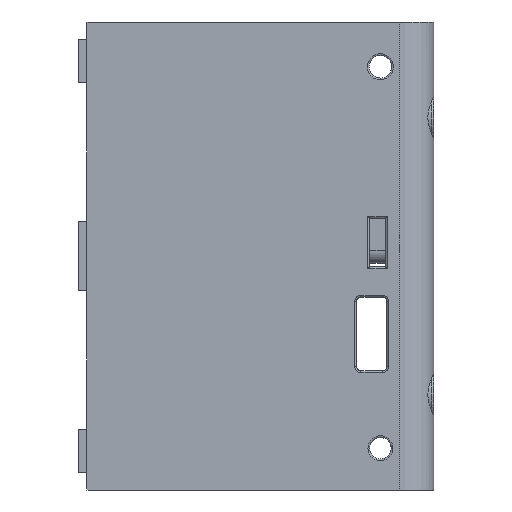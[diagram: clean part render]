
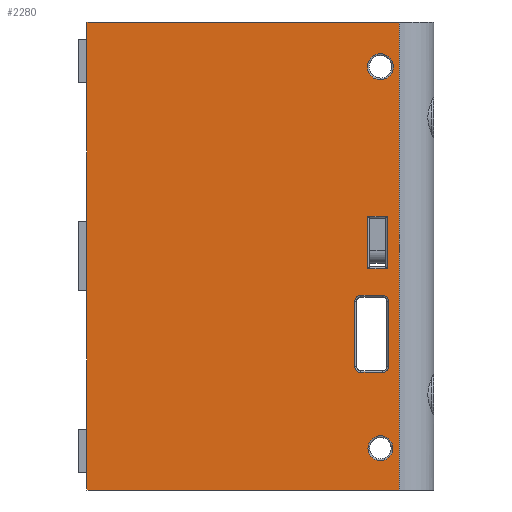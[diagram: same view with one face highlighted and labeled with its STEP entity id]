
A CAD part, front view. The second image highlights one B-rep face of the part: STEP entity #2280.
In plain terms, the highlighted planar face has unit normal (0, -1, 0).
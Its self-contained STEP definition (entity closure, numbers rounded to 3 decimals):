
#39=FACE_BOUND('',#439,.T.);
#40=FACE_BOUND('',#440,.T.);
#41=FACE_BOUND('',#441,.T.);
#42=FACE_BOUND('',#442,.T.);
#168=CIRCLE('',#2444,1.5);
#169=CIRCLE('',#2446,1.437);
#170=CIRCLE('',#2447,0.7);
#171=CIRCLE('',#2448,0.7);
#172=CIRCLE('',#2449,0.7);
#173=CIRCLE('',#2450,0.7);
#293=FACE_OUTER_BOUND('',#438,.T.);
#438=EDGE_LOOP('',(#1652,#1653,#1654,#1655));
#439=EDGE_LOOP('',(#1656,#1657,#1658,#1659));
#440=EDGE_LOOP('',(#1660));
#441=EDGE_LOOP('',(#1661,#1662,#1663,#1664,#1665,#1666,#1667,#1668));
#442=EDGE_LOOP('',(#1669));
#649=LINE('',#3502,#845);
#650=LINE('',#3504,#846);
#651=LINE('',#3506,#847);
#652=LINE('',#3507,#848);
#653=LINE('',#3510,#849);
#654=LINE('',#3512,#850);
#655=LINE('',#3514,#851);
#656=LINE('',#3515,#852);
#657=LINE('',#3520,#853);
#658=LINE('',#3524,#854);
#659=LINE('',#3528,#855);
#660=LINE('',#3532,#856);
#845=VECTOR('',#2795,36.);
#846=VECTOR('',#2796,54.);
#847=VECTOR('',#2797,36.);
#848=VECTOR('',#2798,54.);
#849=VECTOR('',#2799,6.01);
#850=VECTOR('',#2800,2.25);
#851=VECTOR('',#2801,6.01);
#852=VECTOR('',#2802,2.25);
#853=VECTOR('',#2805,2.51);
#854=VECTOR('',#2808,7.5);
#855=VECTOR('',#2811,2.51);
#856=VECTOR('',#2814,7.5);
#1046=VERTEX_POINT('',#3497);
#1047=VERTEX_POINT('',#3500);
#1048=VERTEX_POINT('',#3501);
#1049=VERTEX_POINT('',#3503);
#1050=VERTEX_POINT('',#3505);
#1051=VERTEX_POINT('',#3508);
#1052=VERTEX_POINT('',#3509);
#1053=VERTEX_POINT('',#3511);
#1054=VERTEX_POINT('',#3513);
#1055=VERTEX_POINT('',#3516);
#1056=VERTEX_POINT('',#3518);
#1057=VERTEX_POINT('',#3519);
#1058=VERTEX_POINT('',#3521);
#1059=VERTEX_POINT('',#3523);
#1060=VERTEX_POINT('',#3525);
#1061=VERTEX_POINT('',#3527);
#1062=VERTEX_POINT('',#3529);
#1063=VERTEX_POINT('',#3531);
#1288=EDGE_CURVE('',#1046,#1046,#168,.T.);
#1289=EDGE_CURVE('',#1047,#1048,#649,.T.);
#1290=EDGE_CURVE('',#1049,#1047,#650,.T.);
#1291=EDGE_CURVE('',#1049,#1050,#651,.T.);
#1292=EDGE_CURVE('',#1050,#1048,#652,.T.);
#1293=EDGE_CURVE('',#1051,#1052,#653,.T.);
#1294=EDGE_CURVE('',#1053,#1051,#654,.T.);
#1295=EDGE_CURVE('',#1054,#1053,#655,.T.);
#1296=EDGE_CURVE('',#1052,#1054,#656,.T.);
#1297=EDGE_CURVE('',#1055,#1055,#169,.T.);
#1298=EDGE_CURVE('',#1056,#1057,#657,.T.);
#1299=EDGE_CURVE('',#1058,#1056,#170,.T.);
#1300=EDGE_CURVE('',#1059,#1058,#658,.T.);
#1301=EDGE_CURVE('',#1060,#1059,#171,.T.);
#1302=EDGE_CURVE('',#1061,#1060,#659,.T.);
#1303=EDGE_CURVE('',#1062,#1061,#172,.T.);
#1304=EDGE_CURVE('',#1063,#1062,#660,.T.);
#1305=EDGE_CURVE('',#1057,#1063,#173,.T.);
#1652=ORIENTED_EDGE('',*,*,#1289,.F.);
#1653=ORIENTED_EDGE('',*,*,#1290,.F.);
#1654=ORIENTED_EDGE('',*,*,#1291,.T.);
#1655=ORIENTED_EDGE('',*,*,#1292,.T.);
#1656=ORIENTED_EDGE('',*,*,#1293,.F.);
#1657=ORIENTED_EDGE('',*,*,#1294,.F.);
#1658=ORIENTED_EDGE('',*,*,#1295,.F.);
#1659=ORIENTED_EDGE('',*,*,#1296,.F.);
#1660=ORIENTED_EDGE('',*,*,#1297,.F.);
#1661=ORIENTED_EDGE('',*,*,#1298,.F.);
#1662=ORIENTED_EDGE('',*,*,#1299,.F.);
#1663=ORIENTED_EDGE('',*,*,#1300,.F.);
#1664=ORIENTED_EDGE('',*,*,#1301,.F.);
#1665=ORIENTED_EDGE('',*,*,#1302,.F.);
#1666=ORIENTED_EDGE('',*,*,#1303,.F.);
#1667=ORIENTED_EDGE('',*,*,#1304,.F.);
#1668=ORIENTED_EDGE('',*,*,#1305,.F.);
#1669=ORIENTED_EDGE('',*,*,#1288,.F.);
#2201=PLANE('',#2445);
#2280=ADVANCED_FACE('',(#293,#39,#40,#41,#42),#2201,.T.);
#2444=AXIS2_PLACEMENT_3D('',#3498,#2791,#2792);
#2445=AXIS2_PLACEMENT_3D('',#3499,#2793,#2794);
#2446=AXIS2_PLACEMENT_3D('',#3517,#2803,#2804);
#2447=AXIS2_PLACEMENT_3D('',#3522,#2806,#2807);
#2448=AXIS2_PLACEMENT_3D('',#3526,#2809,#2810);
#2449=AXIS2_PLACEMENT_3D('',#3530,#2812,#2813);
#2450=AXIS2_PLACEMENT_3D('',#3533,#2815,#2816);
#2791=DIRECTION('center_axis',(0.,-1.,0.));
#2792=DIRECTION('ref_axis',(-1.,0.,0.));
#2793=DIRECTION('center_axis',(0.,-1.,0.));
#2794=DIRECTION('ref_axis',(1.,0.,0.));
#2795=DIRECTION('',(1.,0.,0.));
#2796=DIRECTION('',(0.,0.,1.));
#2797=DIRECTION('',(1.,0.,0.));
#2798=DIRECTION('',(0.,0.,1.));
#2799=DIRECTION('',(0.,0.,-1.));
#2800=DIRECTION('',(-1.,0.,0.));
#2801=DIRECTION('',(0.,0.,1.));
#2802=DIRECTION('',(1.,0.,0.));
#2803=DIRECTION('center_axis',(0.,-1.,0.));
#2804=DIRECTION('ref_axis',(-1.,0.,0.));
#2805=DIRECTION('',(1.,0.,0.));
#2806=DIRECTION('center_axis',(0.,-1.,0.));
#2807=DIRECTION('ref_axis',(-0.707,0.,-0.707));
#2808=DIRECTION('',(0.,0.,-1.));
#2809=DIRECTION('center_axis',(0.,-1.,0.));
#2810=DIRECTION('ref_axis',(-0.707,0.,0.707));
#2811=DIRECTION('',(-1.,0.,0.));
#2812=DIRECTION('center_axis',(0.,-1.,0.));
#2813=DIRECTION('ref_axis',(0.707,0.,0.707));
#2814=DIRECTION('',(0.,0.,1.));
#2815=DIRECTION('center_axis',(0.,-1.,0.));
#2816=DIRECTION('ref_axis',(0.707,0.,-0.707));
#3497=CARTESIAN_POINT('',(18.35,-10.,48.836));
#3498=CARTESIAN_POINT('Origin',(16.85,-10.,48.836));
#3499=CARTESIAN_POINT('Origin',(-17.,-10.,0.));
#3500=CARTESIAN_POINT('',(-17.,-10.,54.));
#3501=CARTESIAN_POINT('',(19.,-10.,54.));
#3502=CARTESIAN_POINT('',(-7.,-10.,54.));
#3503=CARTESIAN_POINT('',(-17.,-10.,0.));
#3504=CARTESIAN_POINT('',(-17.,-10.,0.));
#3505=CARTESIAN_POINT('',(19.,-10.,0.));
#3506=CARTESIAN_POINT('',(-17.,-10.,0.));
#3507=CARTESIAN_POINT('',(19.,-10.,0.));
#3508=CARTESIAN_POINT('',(15.4,-10.,31.564));
#3509=CARTESIAN_POINT('',(15.4,-10.,25.554));
#3510=CARTESIAN_POINT('',(15.4,-10.,12.877));
#3511=CARTESIAN_POINT('',(17.65,-10.,31.564));
#3512=CARTESIAN_POINT('',(-0.7,-10.,31.564));
#3513=CARTESIAN_POINT('',(17.65,-10.,25.554));
#3514=CARTESIAN_POINT('',(17.65,-10.,15.682));
#3515=CARTESIAN_POINT('',(0.225,-10.,25.554));
#3516=CARTESIAN_POINT('',(18.287,-10.,4.819));
#3517=CARTESIAN_POINT('Origin',(16.85,-10.,4.819));
#3518=CARTESIAN_POINT('',(14.6,-10.,13.567));
#3519=CARTESIAN_POINT('',(17.11,-10.,13.567));
#3520=CARTESIAN_POINT('',(0.055,-10.,13.567));
#3521=CARTESIAN_POINT('',(13.9,-10.,14.267));
#3522=CARTESIAN_POINT('Origin',(14.6,-10.,14.267));
#3523=CARTESIAN_POINT('',(13.9,-10.,21.767));
#3524=CARTESIAN_POINT('',(13.9,-10.,7.134));
#3525=CARTESIAN_POINT('',(14.6,-10.,22.467));
#3526=CARTESIAN_POINT('Origin',(14.6,-10.,21.767));
#3527=CARTESIAN_POINT('',(17.11,-10.,22.467));
#3528=CARTESIAN_POINT('',(-1.2,-10.,22.467));
#3529=CARTESIAN_POINT('',(17.81,-10.,21.767));
#3530=CARTESIAN_POINT('Origin',(17.11,-10.,21.767));
#3531=CARTESIAN_POINT('',(17.81,-10.,14.267));
#3532=CARTESIAN_POINT('',(17.81,-10.,10.884));
#3533=CARTESIAN_POINT('Origin',(17.11,-10.,14.267));
